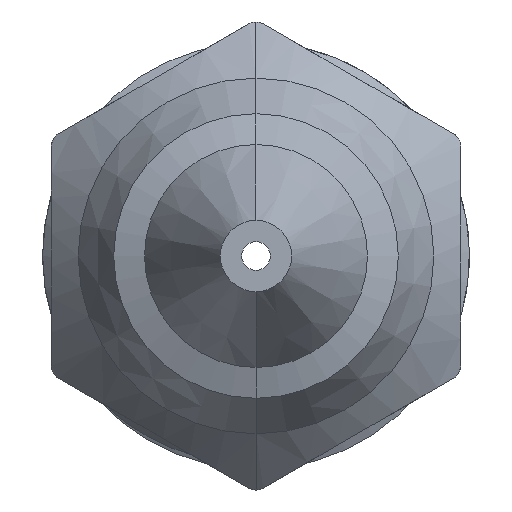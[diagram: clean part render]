
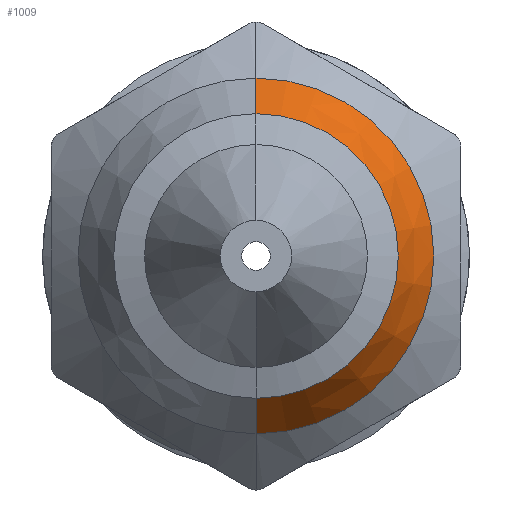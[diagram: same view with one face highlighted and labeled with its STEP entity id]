
A CAD part, front view. The second image highlights one B-rep face of the part: STEP entity #1009.
In plain terms, the highlighted conical face has half-angle 30 degrees and reference radius 2.5 mm.
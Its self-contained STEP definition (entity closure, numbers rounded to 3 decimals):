
#342 = DIRECTION ( 'NONE',  ( 0., 0.866, 0.5 ) ) ;
#355 = VERTEX_POINT ( 'NONE', #3177 ) ;
#438 = DIRECTION ( 'NONE',  ( 0., 1., 0. ) ) ;
#521 = CARTESIAN_POINT ( 'NONE',  ( 0., 3.03, 2.5 ) ) ;
#608 = EDGE_CURVE ( 'NONE', #355, #4317, #2679, .T. ) ;
#658 = VECTOR ( 'NONE', #2201, 1000. ) ;
#719 = AXIS2_PLACEMENT_3D ( 'NONE', #2171, #438, #3901 ) ;
#761 = LINE ( 'NONE', #1765, #658 ) ;
#1001 = DIRECTION ( 'NONE',  ( 0., 0., 1. ) ) ;
#1009 = ADVANCED_FACE ( 'NONE', ( #3765 ), #2990, .T. ) ;
#1039 = CARTESIAN_POINT ( 'NONE',  ( 0., 3.03, -2.5 ) ) ;
#1105 = ORIENTED_EDGE ( 'NONE', *, *, #3751, .F. ) ;
#1213 = ORIENTED_EDGE ( 'NONE', *, *, #608, .T. ) ;
#1220 = ORIENTED_EDGE ( 'NONE', *, *, #1770, .F. ) ;
#1241 = VECTOR ( 'NONE', #342, 1000. ) ;
#1433 = CARTESIAN_POINT ( 'NONE',  ( 0., 3.03, 0. ) ) ;
#1765 = CARTESIAN_POINT ( 'NONE',  ( 0., 3.03, -2.5 ) ) ;
#1770 = EDGE_CURVE ( 'NONE', #355, #3889, #3135, .T. ) ;
#1836 = DIRECTION ( 'NONE',  ( 0., 0., 1. ) ) ;
#2028 = CARTESIAN_POINT ( 'NONE',  ( 0., 3.03, 0. ) ) ;
#2080 = VERTEX_POINT ( 'NONE', #1039 ) ;
#2171 = CARTESIAN_POINT ( 'NONE',  ( 0., 2.164, 0. ) ) ;
#2201 = DIRECTION ( 'NONE',  ( 0., 0.866, -0.5 ) ) ;
#2206 = DIRECTION ( 'NONE',  ( 0., 1., 0. ) ) ;
#2520 = EDGE_CURVE ( 'NONE', #4317, #2080, #761, .T. ) ;
#2679 = CIRCLE ( 'NONE', #719, 2. ) ;
#2990 = CONICAL_SURFACE ( 'NONE', #3553, 2.5, 0.524 ) ;
#3072 = CIRCLE ( 'NONE', #4244, 2.5 ) ;
#3135 = LINE ( 'NONE', #4263, #1241 ) ;
#3177 = CARTESIAN_POINT ( 'NONE',  ( 0., 2.164, 2. ) ) ;
#3553 = AXIS2_PLACEMENT_3D ( 'NONE', #2028, #4066, #1001 ) ;
#3751 = EDGE_CURVE ( 'NONE', #3889, #2080, #3072, .T. ) ;
#3765 = FACE_OUTER_BOUND ( 'NONE', #3905, .T. ) ;
#3889 = VERTEX_POINT ( 'NONE', #521 ) ;
#3901 = DIRECTION ( 'NONE',  ( 0., 0., 1. ) ) ;
#3905 = EDGE_LOOP ( 'NONE', ( #1213, #4333, #1105, #1220 ) ) ;
#4066 = DIRECTION ( 'NONE',  ( 0., 1., 0. ) ) ;
#4244 = AXIS2_PLACEMENT_3D ( 'NONE', #1433, #2206, #1836 ) ;
#4263 = CARTESIAN_POINT ( 'NONE',  ( 0., 3.03, 2.5 ) ) ;
#4317 = VERTEX_POINT ( 'NONE', #4322 ) ;
#4322 = CARTESIAN_POINT ( 'NONE',  ( 0., 2.164, -2. ) ) ;
#4333 = ORIENTED_EDGE ( 'NONE', *, *, #2520, .T. ) ;
